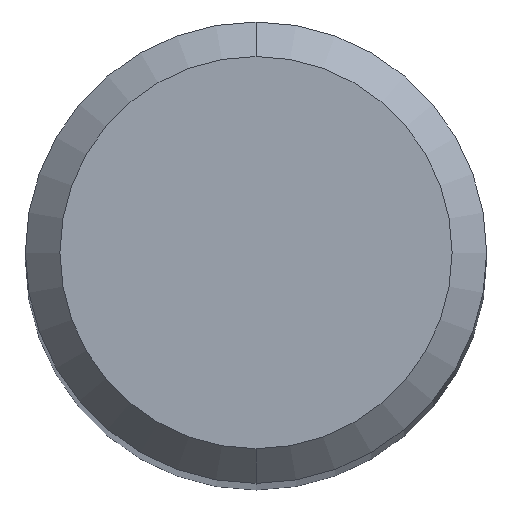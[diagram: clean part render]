
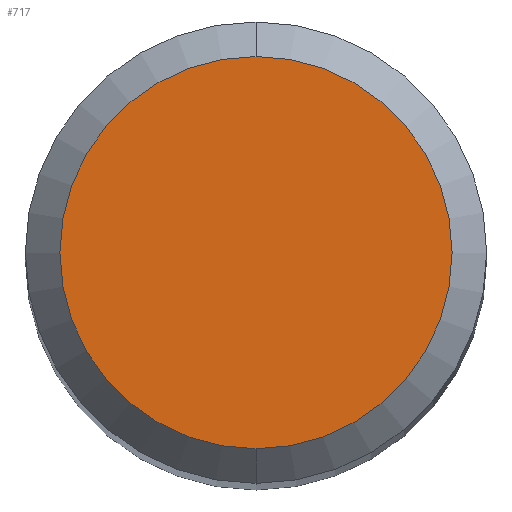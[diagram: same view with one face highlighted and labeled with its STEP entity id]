
A CAD part, top view. The second image highlights one B-rep face of the part: STEP entity #717.
In plain terms, the highlighted planar face has unit normal (0, 0, 1).
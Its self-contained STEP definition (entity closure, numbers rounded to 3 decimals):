
#649=EDGE_CURVE('',#683,#791,#1359,.T.);
#683=VERTEX_POINT('',#1399);
#711=EDGE_CURVE('',#791,#683,#1430,.T.);
#717=ADVANCED_FACE('',(#1437),#1438,.T.);
#791=VERTEX_POINT('',#1518);
#1359=CIRCLE('',#3417,1.7);
#1399=CARTESIAN_POINT('',(0.0,1.7,0.0));
#1430=CIRCLE('',#3753,1.7);
#1437=FACE_OUTER_BOUND('',#3843,.T.);
#1438=PLANE('',#3844);
#1518=CARTESIAN_POINT('',(0.,-1.7,0.0));
#3417=AXIS2_PLACEMENT_3D('',#5555,#5556,#5557);
#3753=AXIS2_PLACEMENT_3D('',#5676,#5677,#5678);
#3843=EDGE_LOOP('',(#5686,#5687));
#3844=AXIS2_PLACEMENT_3D('',#5688,#5689,#5690);
#5555=CARTESIAN_POINT('',(0.0,0.0,0.0));
#5556=DIRECTION('',(0.0,0.0,-1.0));
#5557=DIRECTION('',(0.0,1.0,0.0));
#5676=CARTESIAN_POINT('',(0.0,0.0,0.0));
#5677=DIRECTION('',(0.0,0.0,-1.0));
#5678=DIRECTION('',(0.0,1.0,0.0));
#5686=ORIENTED_EDGE('',*,*,#649,.F.);
#5687=ORIENTED_EDGE('',*,*,#711,.F.);
#5688=CARTESIAN_POINT('',(0.0,0.85,0.0));
#5689=DIRECTION('',(-0.0,0.0,1.0));
#5690=DIRECTION('',(0.0,-1.0,0.0));
